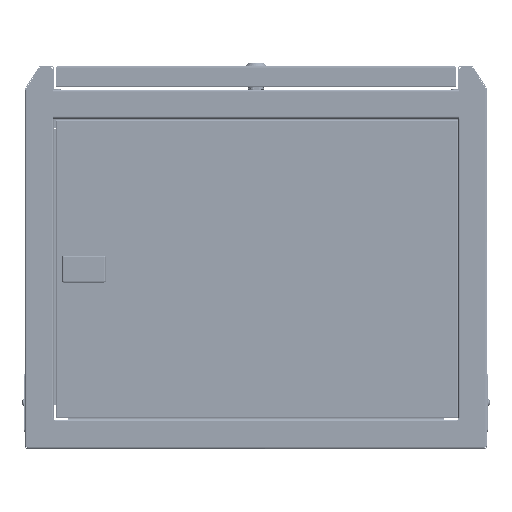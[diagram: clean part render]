
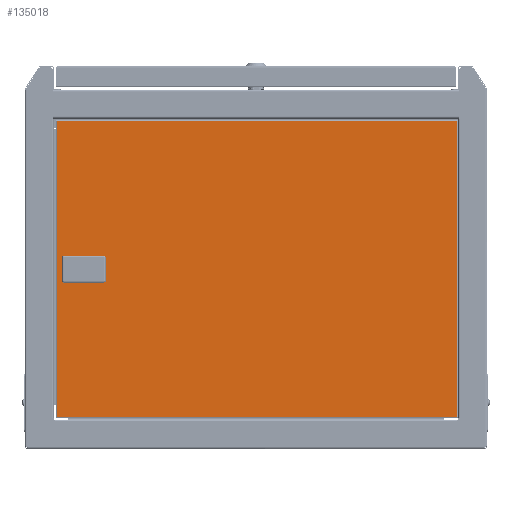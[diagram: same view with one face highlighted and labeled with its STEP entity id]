
A CAD part, left-side view. The second image highlights one B-rep face of the part: STEP entity #135018.
In plain terms, the highlighted face is planar.
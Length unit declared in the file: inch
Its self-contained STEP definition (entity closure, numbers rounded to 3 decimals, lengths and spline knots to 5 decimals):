
#104 = CARTESIAN_POINT ( 'NONE',  ( 0., 6.28805, 0.0315 ) ) ;
#1948 = CARTESIAN_POINT ( 'NONE',  ( -0.47938, 7.87092, 0.0315 ) ) ;
#4120 = CARTESIAN_POINT ( 'NONE',  ( -0.47938, 6.28805, 0.0315 ) ) ;
#5616 = VECTOR ( 'NONE', #71711, 39.37008 ) ;
#7822 = LINE ( 'NONE', #119339, #76729 ) ;
#8144 = EDGE_LOOP ( 'NONE', ( #70713, #109317, #39924, #144108 ) ) ;
#10738 = LINE ( 'NONE', #55473, #69192 ) ;
#13159 = EDGE_CURVE ( 'NONE', #87668, #63833, #31679, .T. ) ;
#13976 = AXIS2_PLACEMENT_3D ( 'NONE', #102889, #91879, #27279 ) ;
#15488 = LINE ( 'NONE', #16216, #97251 ) ;
#16216 = CARTESIAN_POINT ( 'NONE',  ( 0., 8.22343, 0.0315 ) ) ;
#22945 = VERTEX_POINT ( 'NONE', #28181 ) ;
#25101 = EDGE_CURVE ( 'NONE', #90401, #114022, #26966, .T. ) ;
#26966 = LINE ( 'NONE', #72438, #5616 ) ;
#27279 = DIRECTION ( 'NONE',  ( 1., 0., 0. ) ) ;
#27725 = LINE ( 'NONE', #84945, #35973 ) ;
#28181 = CARTESIAN_POINT ( 'NONE',  ( 0.47938, 7.87092, 0.0315 ) ) ;
#30204 = DIRECTION ( 'NONE',  ( 0., -1., 0. ) ) ;
#30215 = EDGE_CURVE ( 'NONE', #70259, #53138, #42633, .T. ) ;
#31679 = LINE ( 'NONE', #104, #76351 ) ;
#35973 = VECTOR ( 'NONE', #63623, 39.37008 ) ;
#36634 = CARTESIAN_POINT ( 'NONE',  ( 6.10039, -8.24311, 0.0315 ) ) ;
#36860 = PLANE ( 'NONE',  #13976 ) ;
#39924 = ORIENTED_EDGE ( 'NONE', *, *, #39967, .T. ) ;
#39967 = EDGE_CURVE ( 'NONE', #22945, #87668, #124017, .T. ) ;
#42633 = LINE ( 'NONE', #76379, #60452 ) ;
#53138 = VERTEX_POINT ( 'NONE', #143007 ) ;
#55083 = CARTESIAN_POINT ( 'NONE',  ( -6.10039, 8.22343, 0.0315 ) ) ;
#55473 = CARTESIAN_POINT ( 'NONE',  ( 0., -8.24311, 0.0315 ) ) ;
#58671 = DIRECTION ( 'NONE',  ( 0., -1., 0. ) ) ;
#60240 = DIRECTION ( 'NONE',  ( -1., 0., 0. ) ) ;
#60311 = FACE_BOUND ( 'NONE', #8144, .T. ) ;
#60452 = VECTOR ( 'NONE', #30204, 39.37008 ) ;
#63623 = DIRECTION ( 'NONE',  ( 0., 1., 0. ) ) ;
#63833 = VERTEX_POINT ( 'NONE', #4120 ) ;
#67205 = DIRECTION ( 'NONE',  ( 1., 0., 0. ) ) ;
#69192 = VECTOR ( 'NONE', #67205, 39.37008 ) ;
#70259 = VERTEX_POINT ( 'NONE', #55083 ) ;
#70713 = ORIENTED_EDGE ( 'NONE', *, *, #125476, .T. ) ;
#71711 = DIRECTION ( 'NONE',  ( 0., 1., 0. ) ) ;
#72438 = CARTESIAN_POINT ( 'NONE',  ( 6.10039, 0., 0.0315 ) ) ;
#76182 = ORIENTED_EDGE ( 'NONE', *, *, #25101, .T. ) ;
#76351 = VECTOR ( 'NONE', #76431, 39.37008 ) ;
#76379 = CARTESIAN_POINT ( 'NONE',  ( -6.10039, 0., 0.0315 ) ) ;
#76431 = DIRECTION ( 'NONE',  ( -1., 0., 0. ) ) ;
#76729 = VECTOR ( 'NONE', #84843, 39.37008 ) ;
#84843 = DIRECTION ( 'NONE',  ( 1., 0., 0. ) ) ;
#84945 = CARTESIAN_POINT ( 'NONE',  ( -0.47938, 7.07948, 0.0315 ) ) ;
#86850 = CARTESIAN_POINT ( 'NONE',  ( 6.10039, 8.22343, 0.0315 ) ) ;
#87668 = VERTEX_POINT ( 'NONE', #110499 ) ;
#87764 = EDGE_CURVE ( 'NONE', #53138, #90401, #10738, .T. ) ;
#90401 = VERTEX_POINT ( 'NONE', #36634 ) ;
#91090 = ORIENTED_EDGE ( 'NONE', *, *, #30215, .T. ) ;
#91714 = EDGE_CURVE ( 'NONE', #125798, #22945, #7822, .T. ) ;
#91879 = DIRECTION ( 'NONE',  ( 0., 0., 1. ) ) ;
#93340 = FACE_OUTER_BOUND ( 'NONE', #102846, .T. ) ;
#97251 = VECTOR ( 'NONE', #60240, 39.37008 ) ;
#101988 = CARTESIAN_POINT ( 'NONE',  ( 0.47938, 7.07948, 0.0315 ) ) ;
#102846 = EDGE_LOOP ( 'NONE', ( #130450, #91090, #128204, #76182 ) ) ;
#102889 = CARTESIAN_POINT ( 'NONE',  ( 0., 0., 0.0315 ) ) ;
#109317 = ORIENTED_EDGE ( 'NONE', *, *, #91714, .T. ) ;
#110499 = CARTESIAN_POINT ( 'NONE',  ( 0.47938, 6.28805, 0.0315 ) ) ;
#114022 = VERTEX_POINT ( 'NONE', #86850 ) ;
#118343 = VECTOR ( 'NONE', #58671, 39.37008 ) ;
#119339 = CARTESIAN_POINT ( 'NONE',  ( 0., 7.87092, 0.0315 ) ) ;
#124017 = LINE ( 'NONE', #101988, #118343 ) ;
#125476 = EDGE_CURVE ( 'NONE', #63833, #125798, #27725, .T. ) ;
#125798 = VERTEX_POINT ( 'NONE', #1948 ) ;
#126722 = EDGE_CURVE ( 'NONE', #114022, #70259, #15488, .T. ) ;
#128204 = ORIENTED_EDGE ( 'NONE', *, *, #87764, .T. ) ;
#130450 = ORIENTED_EDGE ( 'NONE', *, *, #126722, .T. ) ;
#135018 = ADVANCED_FACE ( 'NONE', ( #60311, #93340 ), #36860, .T. ) ;
#143007 = CARTESIAN_POINT ( 'NONE',  ( -6.10039, -8.24311, 0.0315 ) ) ;
#144108 = ORIENTED_EDGE ( 'NONE', *, *, #13159, .T. ) ;
